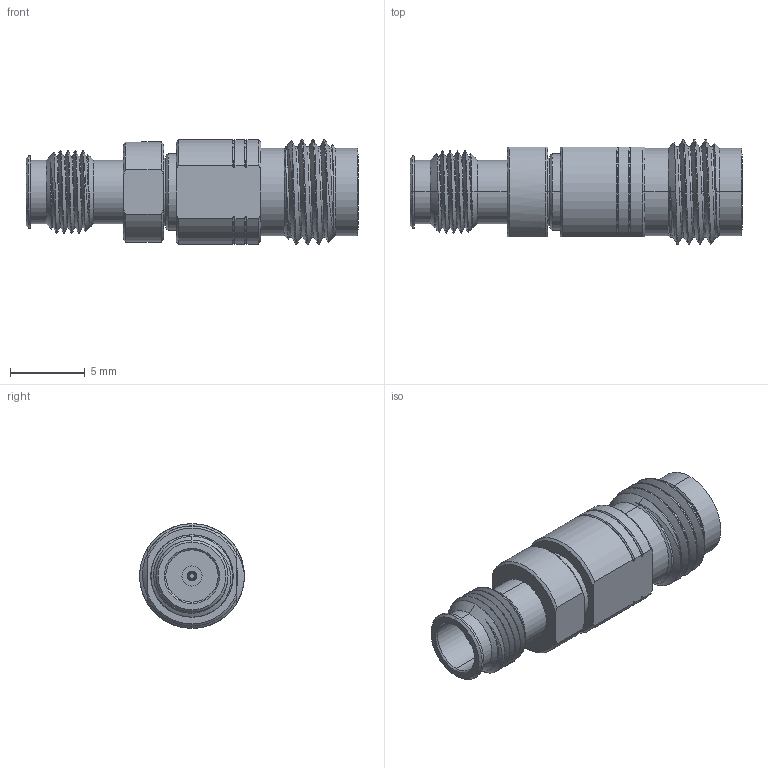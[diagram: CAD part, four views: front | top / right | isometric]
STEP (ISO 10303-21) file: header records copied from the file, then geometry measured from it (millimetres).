
FILE_DESCRIPTION (( 'STEP AP214' ), '1' );
FILE_NAME ('FMAD10017_3D.step', '2024-06-18T16:17:08', ( '' ), ( '' ), 'SwSTEP 2.0', 'SolidWorks 2022', '' );
FILE_SCHEMA (( 'AUTOMOTIVE_DESIGN' ));
Length unit declared in the file: millimetre
Products named in the file (1): FMAD10017_3D
Bounding box: 22.2 x 6.99 x 7 mm (x, y, z)
Volume: 530.7 mm3; surface area: 699.6 mm2
Topology: 1 solids, 1 shells, 191 faces, 485 edges, 310 vertices
Faces by surface type: cylinder 80, cone 47, plane 47, torus 12, bspline 5
Entity records: 9335 total; most frequent: CARTESIAN_POINT 4878, ORIENTED_EDGE 970, DIRECTION 859, EDGE_CURVE 485, AXIS2_PLACEMENT_3D 341, VERTEX_POINT 310, EDGE_LOOP 205, ADVANCED_FACE 191
